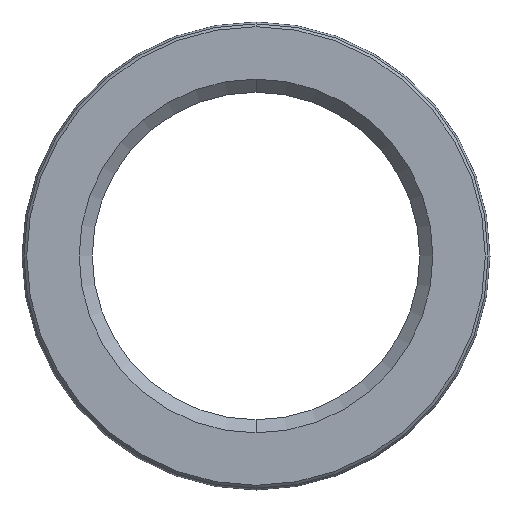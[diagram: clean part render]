
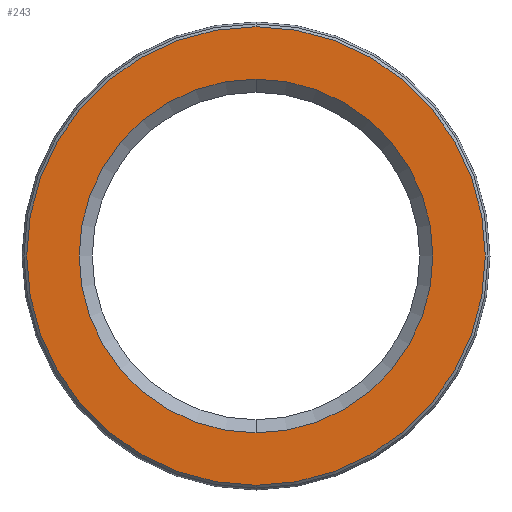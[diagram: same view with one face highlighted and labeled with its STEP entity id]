
A CAD part, front view. The second image highlights one B-rep face of the part: STEP entity #243.
In plain terms, the highlighted planar face has unit normal (0, -1, 0).
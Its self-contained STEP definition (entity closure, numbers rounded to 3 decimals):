
#9 = CARTESIAN_POINT ( 'NONE',  ( 0., -1.5, 0. ) ) ;
#12 = CARTESIAN_POINT ( 'NONE',  ( 0., -1.5, 0. ) ) ;
#19 = EDGE_CURVE ( 'NONE', #315, #569, #46, .T. ) ;
#21 = CARTESIAN_POINT ( 'NONE',  ( 0., -1.5, -3.5 ) ) ;
#33 = DIRECTION ( 'NONE',  ( 0., -1., 0. ) ) ;
#40 = CARTESIAN_POINT ( 'NONE',  ( 0., -1.5, 3.5 ) ) ;
#46 = CIRCLE ( 'NONE', #194, 2.7 ) ;
#55 = DIRECTION ( 'NONE',  ( 0., 0., 1. ) ) ;
#74 = AXIS2_PLACEMENT_3D ( 'NONE', #524, #33, #477 ) ;
#109 = CIRCLE ( 'NONE', #74, 3.5 ) ;
#115 = ORIENTED_EDGE ( 'NONE', *, *, #19, .T. ) ;
#145 = DIRECTION ( 'NONE',  ( 0., 0., 1. ) ) ;
#147 = AXIS2_PLACEMENT_3D ( 'NONE', #336, #257, #438 ) ;
#155 = AXIS2_PLACEMENT_3D ( 'NONE', #189, #462, #145 ) ;
#175 = VERTEX_POINT ( 'NONE', #21 ) ;
#189 = CARTESIAN_POINT ( 'NONE',  ( 0., -1.5, 0. ) ) ;
#191 = DIRECTION ( 'NONE',  ( 0., 0., 1. ) ) ;
#194 = AXIS2_PLACEMENT_3D ( 'NONE', #12, #271, #191 ) ;
#211 = CARTESIAN_POINT ( 'NONE',  ( 0., -1.5, -2.7 ) ) ;
#229 = CIRCLE ( 'NONE', #155, 2.7 ) ;
#243 = ADVANCED_FACE ( 'NONE', ( #415, #277 ), #366, .F. ) ;
#257 = DIRECTION ( 'NONE',  ( 0., -1., 0. ) ) ;
#259 = EDGE_CURVE ( 'NONE', #569, #315, #229, .T. ) ;
#271 = DIRECTION ( 'NONE',  ( 0., 1., 0. ) ) ;
#277 = FACE_OUTER_BOUND ( 'NONE', #536, .T. ) ;
#310 = EDGE_CURVE ( 'NONE', #175, #349, #109, .T. ) ;
#315 = VERTEX_POINT ( 'NONE', #211 ) ;
#321 = EDGE_CURVE ( 'NONE', #349, #175, #394, .T. ) ;
#325 = EDGE_LOOP ( 'NONE', ( #115, #327 ) ) ;
#327 = ORIENTED_EDGE ( 'NONE', *, *, #259, .T. ) ;
#336 = CARTESIAN_POINT ( 'NONE',  ( 0., -1.5, 0. ) ) ;
#349 = VERTEX_POINT ( 'NONE', #40 ) ;
#366 = PLANE ( 'NONE',  #367 ) ;
#367 = AXIS2_PLACEMENT_3D ( 'NONE', #9, #453, #55 ) ;
#394 = CIRCLE ( 'NONE', #147, 3.5 ) ;
#395 = ORIENTED_EDGE ( 'NONE', *, *, #321, .T. ) ;
#415 = FACE_BOUND ( 'NONE', #325, .T. ) ;
#438 = DIRECTION ( 'NONE',  ( 0., 0., 1. ) ) ;
#453 = DIRECTION ( 'NONE',  ( 0., 1., 0. ) ) ;
#458 = CARTESIAN_POINT ( 'NONE',  ( 0., -1.5, 2.7 ) ) ;
#462 = DIRECTION ( 'NONE',  ( 0., 1., 0. ) ) ;
#477 = DIRECTION ( 'NONE',  ( 0., 0., 1. ) ) ;
#509 = ORIENTED_EDGE ( 'NONE', *, *, #310, .T. ) ;
#524 = CARTESIAN_POINT ( 'NONE',  ( 0., -1.5, 0. ) ) ;
#536 = EDGE_LOOP ( 'NONE', ( #395, #509 ) ) ;
#569 = VERTEX_POINT ( 'NONE', #458 ) ;
